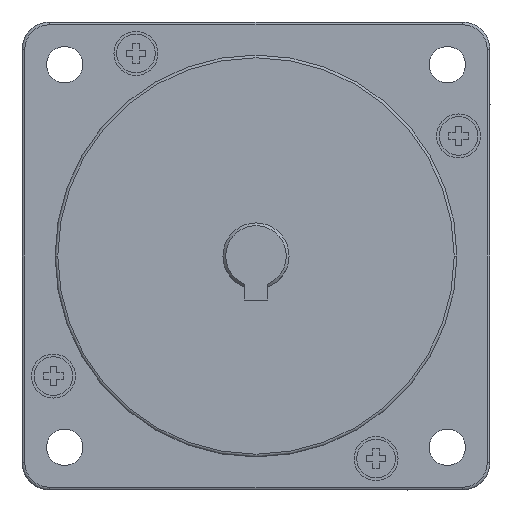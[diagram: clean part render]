
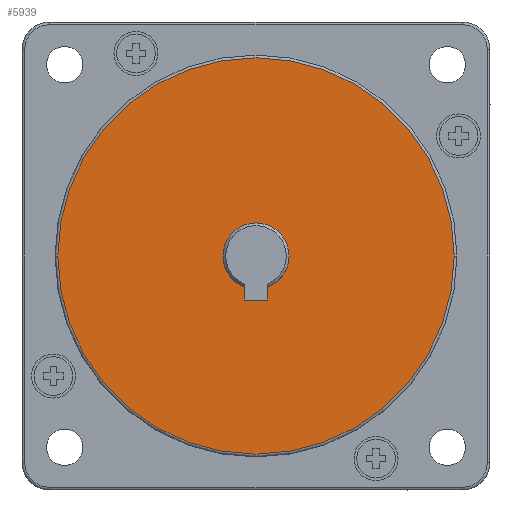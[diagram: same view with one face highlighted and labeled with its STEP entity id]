
A CAD part, left-side view. The second image highlights one B-rep face of the part: STEP entity #5939.
In plain terms, the highlighted planar face has unit normal (-1, 0, 0).
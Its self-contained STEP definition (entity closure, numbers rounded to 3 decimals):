
#1730=CARTESIAN_POINT('',(-2.,0.,0.));
#1731=DIRECTION('',(-1.,0.,0.));
#1732=DIRECTION('',(0.,1.,0.));
#1733=AXIS2_PLACEMENT_3D('',#1730,#1731,#1732);
#1735=CARTESIAN_POINT('',(-2.,0.,0.));
#1736=DIRECTION('',(-1.,0.,0.));
#1737=DIRECTION('',(0.,-1.,0.));
#1738=AXIS2_PLACEMENT_3D('',#1735,#1736,#1737);
#1740=CARTESIAN_POINT('',(-2.,0.,0.));
#1741=DIRECTION('',(-1.,0.,0.));
#1742=DIRECTION('',(0.,-1.,0.));
#1743=AXIS2_PLACEMENT_3D('',#1740,#1741,#1742);
#1745=CARTESIAN_POINT('',(-2.,0.,0.));
#1746=DIRECTION('',(-1.,0.,0.));
#1747=DIRECTION('',(0.,1.,0.));
#1748=AXIS2_PLACEMENT_3D('',#1745,#1746,#1747);
#2651=CARTESIAN_POINT('',(-2.,6.,0.));
#2652=CARTESIAN_POINT('',(-2.,-6.,0.));
#2653=VERTEX_POINT('',#2651);
#2654=VERTEX_POINT('',#2652);
#2655=CARTESIAN_POINT('',(-2.,-36.,0.));
#2656=CARTESIAN_POINT('',(-2.,36.,0.));
#2657=VERTEX_POINT('',#2655);
#2658=VERTEX_POINT('',#2656);
#5923=CARTESIAN_POINT('',(-2.,0.,0.));
#5924=DIRECTION('',(-1.,0.,0.));
#5925=DIRECTION('',(0.,1.,0.));
#5926=AXIS2_PLACEMENT_3D('',#5923,#5924,#5925);
#5927=PLANE('',#5926);
#5929=ORIENTED_EDGE('',*,*,#5928,.F.);
#5930=ORIENTED_EDGE('',*,*,#5913,.F.);
#5931=EDGE_LOOP('',(#5929,#5930));
#5932=FACE_OUTER_BOUND('',#5931,.F.);
#5934=ORIENTED_EDGE('',*,*,#5933,.T.);
#5936=ORIENTED_EDGE('',*,*,#5935,.T.);
#5937=EDGE_LOOP('',(#5934,#5936));
#5938=FACE_BOUND('',#5937,.F.);
#1734=CIRCLE('',#1733,6.);
#1739=CIRCLE('',#1738,6.);
#1744=CIRCLE('',#1743,36.);
#1749=CIRCLE('',#1748,36.);
#5913=EDGE_CURVE('',#2658,#2657,#1749,.T.);
#5928=EDGE_CURVE('',#2657,#2658,#1744,.T.);
#5933=EDGE_CURVE('',#2653,#2654,#1734,.T.);
#5935=EDGE_CURVE('',#2654,#2653,#1739,.T.);
#5939=ADVANCED_FACE('',(#5932,#5938),#5927,.T.);
